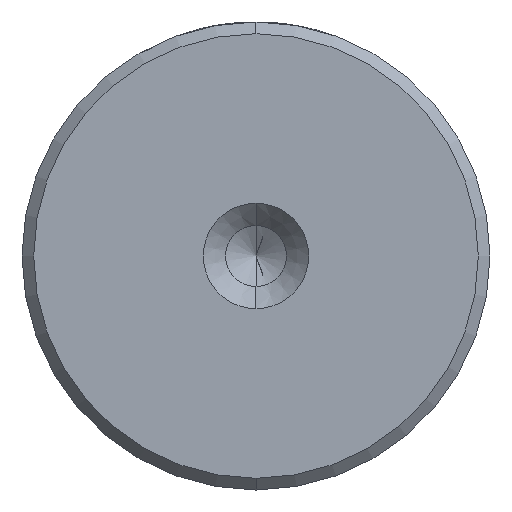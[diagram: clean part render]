
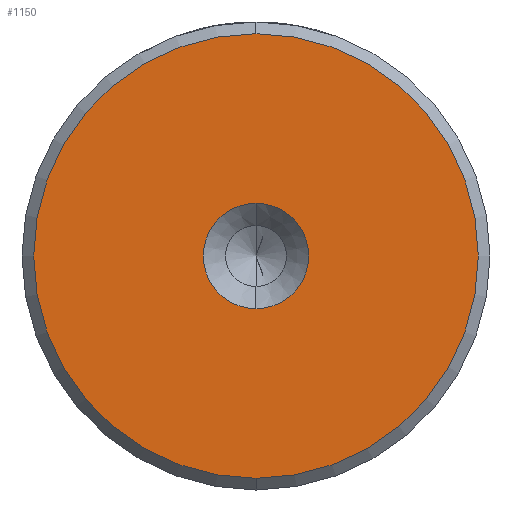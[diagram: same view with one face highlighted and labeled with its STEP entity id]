
A CAD part, left-side view. The second image highlights one B-rep face of the part: STEP entity #1150.
In plain terms, the highlighted planar face has unit normal (-1, 0, 0).
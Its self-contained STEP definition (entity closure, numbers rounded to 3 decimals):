
#4 = EDGE_CURVE ( 'NONE', #411, #2259, #2507, .T. ) ;
#385 = DIRECTION ( 'NONE',  ( -1., 0., 0. ) ) ;
#411 = VERTEX_POINT ( 'NONE', #1416 ) ;
#562 = VERTEX_POINT ( 'NONE', #712 ) ;
#712 = CARTESIAN_POINT ( 'NONE',  ( 0., 0., -2.25 ) ) ;
#735 = EDGE_LOOP ( 'NONE', ( #829, #2742 ) ) ;
#815 = AXIS2_PLACEMENT_3D ( 'NONE', #2123, #385, #2409 ) ;
#829 = ORIENTED_EDGE ( 'NONE', *, *, #990, .T. ) ;
#990 = EDGE_CURVE ( 'NONE', #2259, #411, #1734, .T. ) ;
#1027 = EDGE_LOOP ( 'NONE', ( #1368, #1515 ) ) ;
#1150 = ADVANCED_FACE ( 'NONE', ( #1462, #2853 ), #3235, .T. ) ;
#1216 = DIRECTION ( 'NONE',  ( -1., 0., 0. ) ) ;
#1277 = CARTESIAN_POINT ( 'NONE',  ( 0., 0., 2.25 ) ) ;
#1289 = CARTESIAN_POINT ( 'NONE',  ( 0., 0., -9.5 ) ) ;
#1296 = AXIS2_PLACEMENT_3D ( 'NONE', #2902, #1216, #3182 ) ;
#1368 = ORIENTED_EDGE ( 'NONE', *, *, #1454, .F. ) ;
#1416 = CARTESIAN_POINT ( 'NONE',  ( 0., 0., 9.5 ) ) ;
#1440 = AXIS2_PLACEMENT_3D ( 'NONE', #3164, #1500, #3450 ) ;
#1454 = EDGE_CURVE ( 'NONE', #3266, #562, #2726, .T. ) ;
#1462 = FACE_OUTER_BOUND ( 'NONE', #735, .T. ) ;
#1500 = DIRECTION ( 'NONE',  ( -1., 0., 0. ) ) ;
#1515 = ORIENTED_EDGE ( 'NONE', *, *, #2844, .F. ) ;
#1565 = DIRECTION ( 'NONE',  ( -1., 0., 0. ) ) ;
#1734 = CIRCLE ( 'NONE', #1440, 9.5 ) ;
#2123 = CARTESIAN_POINT ( 'NONE',  ( 0., 0., 0. ) ) ;
#2259 = VERTEX_POINT ( 'NONE', #1289 ) ;
#2409 = DIRECTION ( 'NONE',  ( 0., 0., 1. ) ) ;
#2507 = CIRCLE ( 'NONE', #3276, 9.5 ) ;
#2659 = DIRECTION ( 'NONE',  ( 0., 0., 1. ) ) ;
#2670 = CARTESIAN_POINT ( 'NONE',  ( 0., 0., 0. ) ) ;
#2686 = CIRCLE ( 'NONE', #815, 2.25 ) ;
#2726 = CIRCLE ( 'NONE', #1296, 2.25 ) ;
#2742 = ORIENTED_EDGE ( 'NONE', *, *, #4, .T. ) ;
#2844 = EDGE_CURVE ( 'NONE', #562, #3266, #2686, .T. ) ;
#2853 = FACE_BOUND ( 'NONE', #1027, .T. ) ;
#2902 = CARTESIAN_POINT ( 'NONE',  ( 0., 0., 0. ) ) ;
#2915 = DIRECTION ( 'NONE',  ( -1., 0., 0. ) ) ;
#2930 = CARTESIAN_POINT ( 'NONE',  ( 0., 0., 0. ) ) ;
#3115 = AXIS2_PLACEMENT_3D ( 'NONE', #2670, #1565, #3507 ) ;
#3164 = CARTESIAN_POINT ( 'NONE',  ( 0., 0., 0. ) ) ;
#3182 = DIRECTION ( 'NONE',  ( 0., 0., 1. ) ) ;
#3235 = PLANE ( 'NONE',  #3115 ) ;
#3266 = VERTEX_POINT ( 'NONE', #1277 ) ;
#3276 = AXIS2_PLACEMENT_3D ( 'NONE', #2930, #2915, #2659 ) ;
#3450 = DIRECTION ( 'NONE',  ( 0., 0., 1. ) ) ;
#3507 = DIRECTION ( 'NONE',  ( 0., 0., 1. ) ) ;
